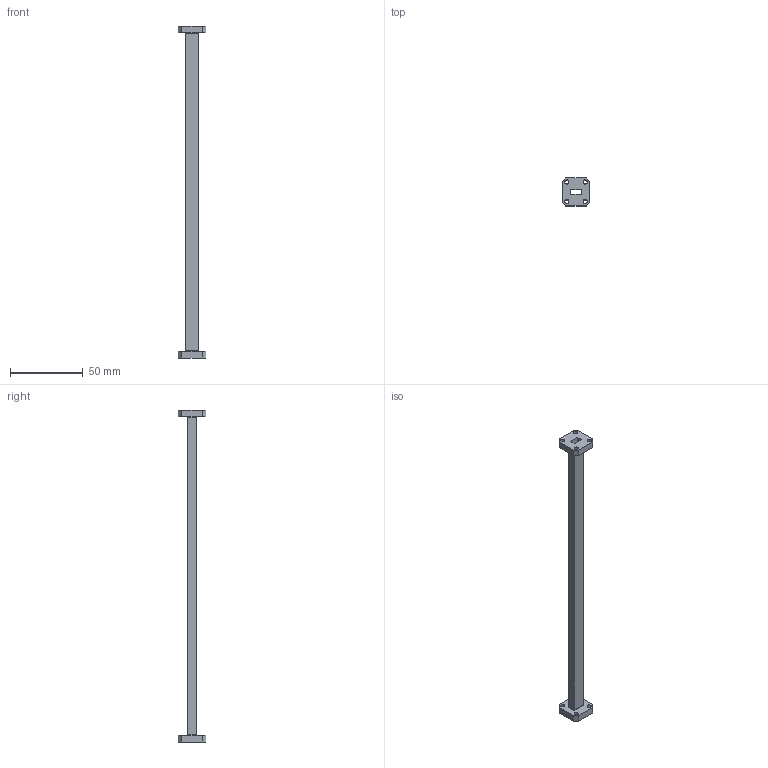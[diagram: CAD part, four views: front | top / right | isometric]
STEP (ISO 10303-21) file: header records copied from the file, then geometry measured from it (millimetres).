
FILE_DESCRIPTION (( 'STEP AP203' ), '1' );
FILE_NAME ('PE-W28S001-9_3D.step', '2021-04-02T18:29:22', ( '' ), ( '' ), 'SwSTEP 2.0', 'SolidWorks 2020', '' );
FILE_SCHEMA (( 'CONFIG_CONTROL_DESIGN' ));
Length unit declared in the file: inch
Products named in the file (1): PE-W28S001-9_3D
Bounding box: 19.05 x 19.05 x 228.6 mm (x, y, z)
Volume: 8452.9 mm3; surface area: 13475.9 mm2
Topology: 1 solids, 1 shells, 52 faces, 136 edges, 80 vertices
Faces by surface type: plane 28, cylinder 16, torus 8
Full cylindrical faces by diameter (mm): 2.946 x8
Entity records: 1599 total; most frequent: DIRECTION 266, CARTESIAN_POINT 253, ORIENTED_EDGE 240, EDGE_CURVE 120, AXIS2_PLACEMENT_3D 93, VERTEX_POINT 80, VECTOR 80, EDGE_LOOP 80
